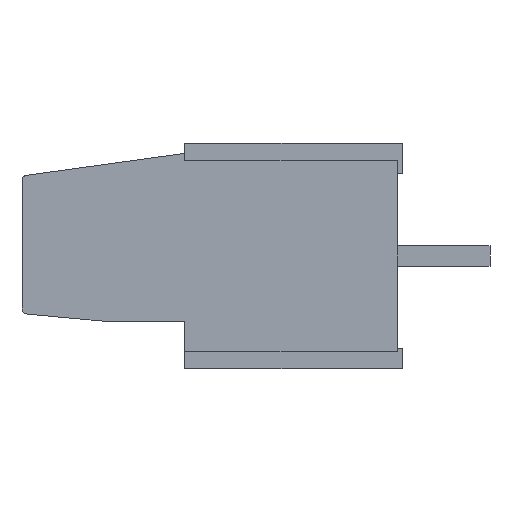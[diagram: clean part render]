
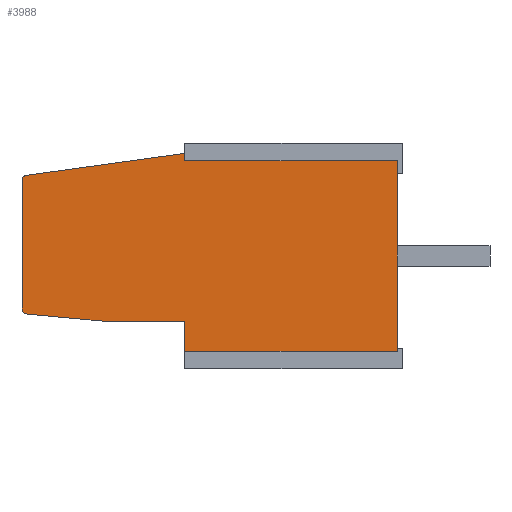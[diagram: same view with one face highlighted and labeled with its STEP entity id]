
A CAD part, left-side view. The second image highlights one B-rep face of the part: STEP entity #3988.
In plain terms, the highlighted planar face has unit normal (-1, 0, 0).
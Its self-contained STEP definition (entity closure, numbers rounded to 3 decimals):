
#73=DIRECTION('',(0.,1.,0.));
#74=VECTOR('',#73,8.5);
#75=CARTESIAN_POINT('',(-10.16,0.2,-8.3));
#76=LINE('',#75,#74);
#81=DIRECTION('',(0.,0.,1.));
#82=VECTOR('',#81,1.2);
#83=CARTESIAN_POINT('',(-10.16,8.7,-8.3));
#84=LINE('',#83,#82);
#88=DIRECTION('',(0.,1.,0.));
#89=VECTOR('',#88,3.3);
#90=CARTESIAN_POINT('',(-10.16,8.7,-7.1));
#91=LINE('',#90,#89);
#95=DIRECTION('',(0.,0.996,0.093));
#96=VECTOR('',#95,3.032);
#97=CARTESIAN_POINT('',(-10.16,12.,-7.1));
#98=LINE('',#97,#96);
#102=DIRECTION('',(0.,0.,1.));
#103=VECTOR('',#102,5.144);
#104=CARTESIAN_POINT('',(-10.16,15.2,-6.618));
#105=LINE('',#104,#103);
#109=DIRECTION('',(0.,-0.991,0.137));
#110=VECTOR('',#109,6.388);
#111=CARTESIAN_POINT('',(-10.16,15.027,-1.276));
#112=LINE('',#111,#110);
#116=DIRECTION('',(0.,0.,-1.));
#117=VECTOR('',#116,0.3);
#118=CARTESIAN_POINT('',(-10.16,8.7,-0.4));
#119=LINE('',#118,#117);
#123=DIRECTION('',(0.,1.,0.));
#124=VECTOR('',#123,8.5);
#125=CARTESIAN_POINT('',(-10.16,0.2,-0.7));
#126=LINE('',#125,#124);
#333=DIRECTION('',(0.,0.,1.));
#334=VECTOR('',#333,7.6);
#335=CARTESIAN_POINT('',(-10.16,0.2,-8.3));
#336=LINE('',#335,#334);
#1986=CARTESIAN_POINT('',(-10.16,15.,-6.618));
#1987=DIRECTION('',(-1.,0.,0.));
#1988=DIRECTION('',(0.,1.,0.));
#1989=AXIS2_PLACEMENT_3D('',#1986,#1987,#1988);
#2080=CARTESIAN_POINT('',(-10.16,15.,-1.474));
#2081=DIRECTION('',(-1.,0.,0.));
#2082=DIRECTION('',(0.,0.137,0.991));
#2083=AXIS2_PLACEMENT_3D('',#2080,#2081,#2082);
#3394=CARTESIAN_POINT('',(-10.16,15.019,-6.817));
#3396=VERTEX_POINT('',#3394);
#3399=CARTESIAN_POINT('',(-10.16,15.2,-6.618));
#3400=VERTEX_POINT('',#3399);
#3402=CARTESIAN_POINT('',(-10.16,15.2,-1.474));
#3404=VERTEX_POINT('',#3402);
#3407=CARTESIAN_POINT('',(-10.16,15.027,-1.276));
#3408=VERTEX_POINT('',#3407);
#3409=CARTESIAN_POINT('',(-10.16,12.,-7.1));
#3410=VERTEX_POINT('',#3409);
#3491=CARTESIAN_POINT('',(-10.16,8.7,-7.1));
#3492=VERTEX_POINT('',#3491);
#3503=CARTESIAN_POINT('',(-10.16,8.7,-0.4));
#3504=CARTESIAN_POINT('',(-10.16,8.7,-0.7));
#3505=VERTEX_POINT('',#3503);
#3506=VERTEX_POINT('',#3504);
#3509=CARTESIAN_POINT('',(-10.16,8.7,-8.3));
#3510=VERTEX_POINT('',#3509);
#3561=CARTESIAN_POINT('',(-10.16,0.2,-8.3));
#3562=VERTEX_POINT('',#3561);
#3563=CARTESIAN_POINT('',(-10.16,0.2,-0.7));
#3564=VERTEX_POINT('',#3563);
#3959=CARTESIAN_POINT('',(-10.16,0.,0.));
#3960=DIRECTION('',(1.,0.,0.));
#3961=DIRECTION('',(0.,0.,-1.));
#3962=AXIS2_PLACEMENT_3D('',#3959,#3960,#3961);
#3963=PLANE('',#3962);
#3965=ORIENTED_EDGE('',*,*,#3964,.F.);
#3967=ORIENTED_EDGE('',*,*,#3966,.T.);
#3969=ORIENTED_EDGE('',*,*,#3968,.T.);
#3971=ORIENTED_EDGE('',*,*,#3970,.T.);
#3973=ORIENTED_EDGE('',*,*,#3972,.T.);
#3975=ORIENTED_EDGE('',*,*,#3974,.F.);
#3977=ORIENTED_EDGE('',*,*,#3976,.T.);
#3979=ORIENTED_EDGE('',*,*,#3978,.F.);
#3981=ORIENTED_EDGE('',*,*,#3980,.T.);
#3983=ORIENTED_EDGE('',*,*,#3982,.T.);
#3985=ORIENTED_EDGE('',*,*,#3984,.F.);
#3986=EDGE_LOOP('',(#3965,#3967,#3969,#3971,#3973,#3975,#3977,#3979,#3981,#3983,
#3985));
#3987=FACE_OUTER_BOUND('',#3986,.F.);
#3988=ADVANCED_FACE('',(#3987),#3963,.F.);
#1990=CIRCLE('',#1989,0.2);
#2084=CIRCLE('',#2083,0.2);
#3964=EDGE_CURVE('',#3562,#3564,#336,.T.);
#3966=EDGE_CURVE('',#3562,#3510,#76,.T.);
#3968=EDGE_CURVE('',#3510,#3492,#84,.T.);
#3970=EDGE_CURVE('',#3492,#3410,#91,.T.);
#3972=EDGE_CURVE('',#3410,#3396,#98,.T.);
#3974=EDGE_CURVE('',#3400,#3396,#1990,.T.);
#3976=EDGE_CURVE('',#3400,#3404,#105,.T.);
#3978=EDGE_CURVE('',#3408,#3404,#2084,.T.);
#3980=EDGE_CURVE('',#3408,#3505,#112,.T.);
#3982=EDGE_CURVE('',#3505,#3506,#119,.T.);
#3984=EDGE_CURVE('',#3564,#3506,#126,.T.);
